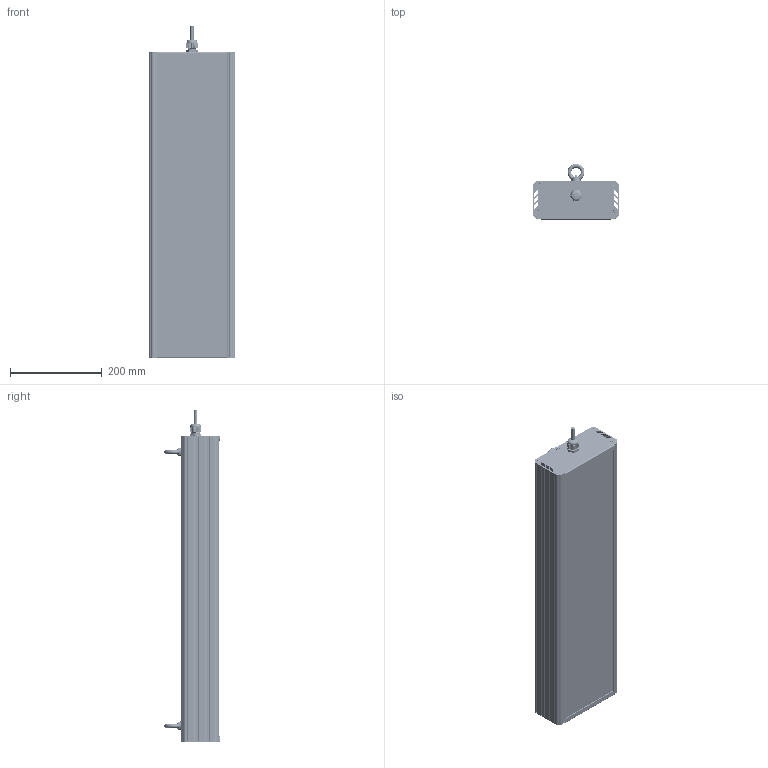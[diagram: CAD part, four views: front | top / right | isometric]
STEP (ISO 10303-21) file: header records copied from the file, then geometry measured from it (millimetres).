
FILE_DESCRIPTION(('STEP AP214'), '1');
FILE_NAME('001.0079.83.000 - ÃÑÏ-Ýêñòðà-Îïòèê-140', '2023-11-02T12:34:31', ('Ëóêîíèí'), ('ÎÊÁ Ñâîé Ñòèëü'), 'C3D Converter', 'C3D Toolkit', '');
FILE_SCHEMA(('AUTOMOTIVE_DESIGN { 1 0 10303 214 3 1 1}'));
Length unit declared in the file: millimetre
Products named in the file (26): 001.0079.83.000; 001.0065.02.000
Assembly tree (61 placements, depth 4):
  001.0079.83.000
    (unnamed)
      (unnamed)
      (unnamed)
      (unnamed)
      (unnamed)  x6
      (unnamed)  x6
      (unnamed)
      (unnamed)
      (unnamed)
      (unnamed)
        (unnamed)
      (unnamed)  x14
        (unnamed)
        (unnamed)
        (unnamed)
        (unnamed)
        (unnamed)
        (unnamed)
        (unnamed)
        (unnamed)
        (unnamed)
        (unnamed)
    001.0065.02.000  x2
      (unnamed)
      (unnamed)
Bounding box: 187.37 x 121.61 x 722.43 mm (x, y, z)
Volume: 2225503.2 mm3; surface area: 1646597.4 mm2
Topology: 486 solids, 486 shells, 6822 faces, 15773 edges, 10581 vertices
Faces by surface type: plane 4842, cylinder 1612, bspline 229, cone 112, sphere 14, torus 13
Full cylindrical faces by diameter (mm): 1 x14, 2 x28, 2.5 x56, 2.8 x350, 3.2 x14, 3.5 x84, 4 x12, 6 x2, 8 x12, 9 x182, 12 x1, 12.5 x1, 16 x1, 18.5 x3, 20 x1, 23.5 x1
Entity records: 92422 total; most frequent: CARTESIAN_POINT 45610, ORIENTED_EDGE 8892, DIRECTION 8058, EDGE_CURVE 4446, VERTEX_POINT 3074, LINE 2696, VECTOR 2696, AXIS2_PLACEMENT_3D 2681
